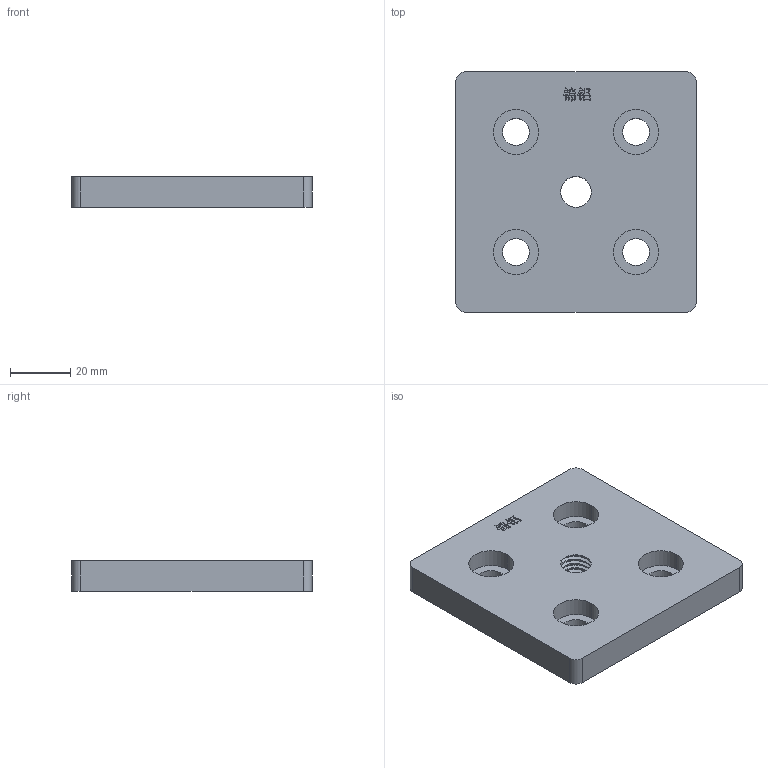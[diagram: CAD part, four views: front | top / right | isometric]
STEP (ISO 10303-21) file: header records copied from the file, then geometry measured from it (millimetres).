
FILE_DESCRIPTION (( 'STEP AP214' ), '1' );
FILE_NAME ('8080端面连接板.STEP', '2019-07-26T00:53:26', ( '微软用户' ), ( '微软中国' ), 'SwSTEP 2.0', 'SolidWorks 2015', '' );
FILE_SCHEMA (( 'AUTOMOTIVE_DESIGN' ));
Length unit declared in the file: millimetre
Products named in the file (1): 8080傷醱蟀諉啣
Bounding box: 80 x 80 x 10 mm (x, y, z)
Volume: 57780.1 mm3; surface area: 17384.7 mm2
Topology: 1 solids, 1 shells, 212 faces, 591 edges, 394 vertices
Faces by surface type: plane 137, cylinder 45, bspline 30
Entity records: 9416 total; most frequent: CARTESIAN_POINT 4172, ORIENTED_EDGE 1182, DIRECTION 892, EDGE_CURVE 591, VECTOR 432, LINE 432, VERTEX_POINT 394, EDGE_LOOP 235
